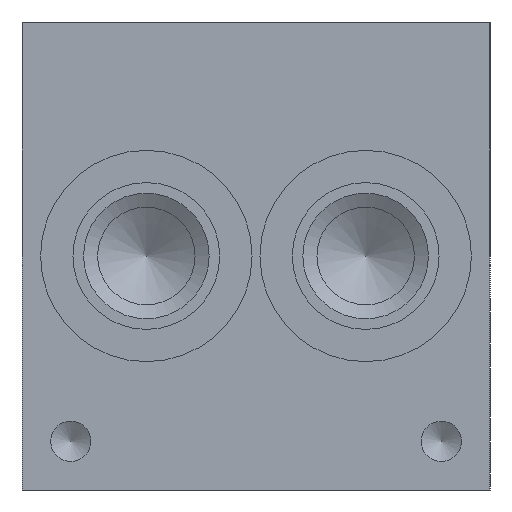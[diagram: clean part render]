
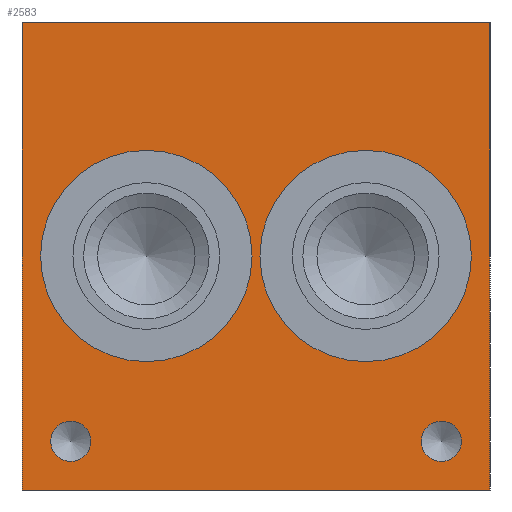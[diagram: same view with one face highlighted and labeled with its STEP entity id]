
A CAD part, left-side view. The second image highlights one B-rep face of the part: STEP entity #2583.
In plain terms, the highlighted planar face has unit normal (-1, 0, 0).
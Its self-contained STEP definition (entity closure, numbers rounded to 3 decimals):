
#558=CARTESIAN_POINT('',(0.0,68.25,11.189));
#559=VERTEX_POINT('',#558);
#560=CARTESIAN_POINT('',(0.0,68.25,7.925));
#561=DIRECTION('',(1.0,0.0,0.0));
#562=DIRECTION('',(0.0,0.0,1.0));
#563=AXIS2_PLACEMENT_3D('',#560,#561,#562);
#564=CIRCLE('',#563,3.264);
#565=EDGE_CURVE('',#559,#559,#564,.T.);
#595=CARTESIAN_POINT('',(0.0,7.925,11.189));
#596=VERTEX_POINT('',#595);
#597=CARTESIAN_POINT('',(0.0,7.925,7.925));
#598=DIRECTION('',(1.0,0.0,0.0));
#599=DIRECTION('',(0.0,0.0,1.0));
#600=AXIS2_PLACEMENT_3D('',#597,#598,#599);
#601=CIRCLE('',#600,3.264);
#602=EDGE_CURVE('',#596,#596,#601,.T.);
#2027=CARTESIAN_POINT('',(0.0,55.956,55.309));
#2028=VERTEX_POINT('',#2027);
#2029=CARTESIAN_POINT('',(0.0,55.956,38.1));
#2030=DIRECTION('',(1.0,0.0,0.0));
#2031=DIRECTION('',(0.0,0.0,1.0));
#2032=AXIS2_PLACEMENT_3D('',#2029,#2030,#2031);
#2033=CIRCLE('',#2032,17.209);
#2034=EDGE_CURVE('',#2028,#2028,#2033,.T.);
#2184=CARTESIAN_POINT('',(0.0,20.244,55.309));
#2185=VERTEX_POINT('',#2184);
#2186=CARTESIAN_POINT('',(0.0,20.244,38.1));
#2187=DIRECTION('',(1.0,0.0,0.0));
#2188=DIRECTION('',(0.0,0.0,1.0));
#2189=AXIS2_PLACEMENT_3D('',#2186,#2187,#2188);
#2190=CIRCLE('',#2189,17.209);
#2191=EDGE_CURVE('',#2185,#2185,#2190,.T.);
#2532=CARTESIAN_POINT('',(0.0,0.0,0.0));
#2533=DIRECTION('',(-1.0,0.0,0.0));
#2534=DIRECTION('',(0.0,0.0,1.0));
#2535=AXIS2_PLACEMENT_3D('',#2532,#2533,#2534);
#2536=PLANE('',#2535);
#2537=CARTESIAN_POINT('',(0.0,0.0,76.2));
#2538=VERTEX_POINT('',#2537);
#2539=CARTESIAN_POINT('',(0.0,76.2,76.2));
#2540=VERTEX_POINT('',#2539);
#2541=CARTESIAN_POINT('',(0.0,0.0,76.2));
#2542=DIRECTION('',(0.0,1.0,0.0));
#2543=VECTOR('',#2542,76.2);
#2544=LINE('',#2541,#2543);
#2545=EDGE_CURVE('',#2538,#2540,#2544,.T.);
#2546=ORIENTED_EDGE('',*,*,#2545,.T.);
#2547=CARTESIAN_POINT('',(0.0,76.2,0.0));
#2548=VERTEX_POINT('',#2547);
#2549=CARTESIAN_POINT('',(0.0,76.2,0.0));
#2550=DIRECTION('',(0.0,0.0,1.0));
#2551=VECTOR('',#2550,76.2);
#2552=LINE('',#2549,#2551);
#2553=EDGE_CURVE('',#2548,#2540,#2552,.T.);
#2554=ORIENTED_EDGE('',*,*,#2553,.F.);
#2555=CARTESIAN_POINT('',(0.0,0.0,0.0));
#2556=VERTEX_POINT('',#2555);
#2557=CARTESIAN_POINT('',(0.0,76.2,0.0));
#2558=DIRECTION('',(0.0,-1.0,0.0));
#2559=VECTOR('',#2558,76.2);
#2560=LINE('',#2557,#2559);
#2561=EDGE_CURVE('',#2548,#2556,#2560,.T.);
#2562=ORIENTED_EDGE('',*,*,#2561,.T.);
#2563=CARTESIAN_POINT('',(0.0,0.0,0.0));
#2564=DIRECTION('',(0.0,0.0,1.0));
#2565=VECTOR('',#2564,76.2);
#2566=LINE('',#2563,#2565);
#2567=EDGE_CURVE('',#2556,#2538,#2566,.T.);
#2568=ORIENTED_EDGE('',*,*,#2567,.T.);
#2569=EDGE_LOOP('',(#2546,#2554,#2562,#2568));
#2570=FACE_OUTER_BOUND('',#2569,.T.);
#2571=ORIENTED_EDGE('',*,*,#565,.T.);
#2572=EDGE_LOOP('',(#2571));
#2573=FACE_BOUND('',#2572,.T.);
#2574=ORIENTED_EDGE('',*,*,#602,.T.);
#2575=EDGE_LOOP('',(#2574));
#2576=FACE_BOUND('',#2575,.T.);
#2577=ORIENTED_EDGE('',*,*,#2034,.T.);
#2578=EDGE_LOOP('',(#2577));
#2579=FACE_BOUND('',#2578,.T.);
#2580=ORIENTED_EDGE('',*,*,#2191,.T.);
#2581=EDGE_LOOP('',(#2580));
#2582=FACE_BOUND('',#2581,.T.);
#2583=ADVANCED_FACE('',(#2570,#2573,#2576,#2579,#2582),#2536,.T.);
